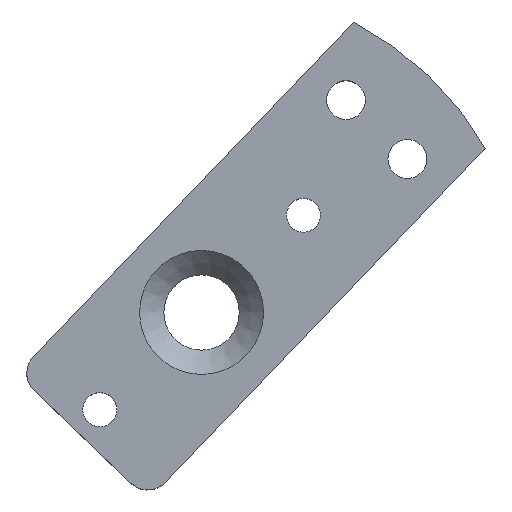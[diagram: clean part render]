
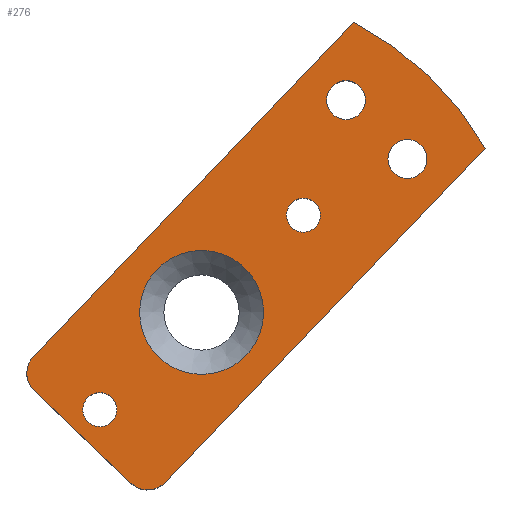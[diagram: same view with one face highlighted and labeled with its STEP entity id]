
A CAD part, top view. The second image highlights one B-rep face of the part: STEP entity #276.
In plain terms, the highlighted planar face has unit normal (0, 0, 1).
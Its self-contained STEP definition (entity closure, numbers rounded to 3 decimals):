
#21=FACE_BOUND('',#53,.T.);
#22=FACE_BOUND('',#54,.T.);
#23=FACE_BOUND('',#55,.T.);
#24=FACE_BOUND('',#56,.T.);
#25=FACE_BOUND('',#57,.T.);
#31=PLANE('',#313);
#37=FACE_OUTER_BOUND('',#52,.T.);
#52=EDGE_LOOP('',(#197,#198,#199,#200,#201,#202));
#53=EDGE_LOOP('',(#203));
#54=EDGE_LOOP('',(#204));
#55=EDGE_LOOP('',(#205));
#56=EDGE_LOOP('',(#206));
#57=EDGE_LOOP('',(#207));
#78=LINE('',#442,#97);
#79=LINE('',#446,#98);
#80=LINE('',#449,#99);
#97=VECTOR('',#355,10.);
#98=VECTOR('',#358,10.);
#99=VECTOR('',#361,10.);
#114=CIRCLE('',#311,2.);
#116=CIRCLE('',#314,2.);
#117=CIRCLE('',#315,26.963);
#118=CIRCLE('',#316,1.6);
#119=CIRCLE('',#317,1.6);
#120=CIRCLE('',#318,1.4);
#121=CIRCLE('',#319,1.4);
#122=CIRCLE('',#320,5.1);
#132=VERTEX_POINT('',#432);
#133=VERTEX_POINT('',#433);
#136=VERTEX_POINT('',#441);
#137=VERTEX_POINT('',#443);
#138=VERTEX_POINT('',#445);
#139=VERTEX_POINT('',#447);
#140=VERTEX_POINT('',#450);
#141=VERTEX_POINT('',#452);
#142=VERTEX_POINT('',#454);
#143=VERTEX_POINT('',#456);
#144=VERTEX_POINT('',#458);
#156=EDGE_CURVE('',#132,#133,#114,.T.);
#160=EDGE_CURVE('',#132,#136,#78,.T.);
#161=EDGE_CURVE('',#137,#136,#116,.T.);
#162=EDGE_CURVE('',#137,#138,#79,.T.);
#163=EDGE_CURVE('',#138,#139,#117,.T.);
#164=EDGE_CURVE('',#139,#133,#80,.T.);
#165=EDGE_CURVE('',#140,#140,#118,.T.);
#166=EDGE_CURVE('',#141,#141,#119,.T.);
#167=EDGE_CURVE('',#142,#142,#120,.T.);
#168=EDGE_CURVE('',#143,#143,#121,.T.);
#169=EDGE_CURVE('',#144,#144,#122,.T.);
#197=ORIENTED_EDGE('',*,*,#156,.F.);
#198=ORIENTED_EDGE('',*,*,#160,.T.);
#199=ORIENTED_EDGE('',*,*,#161,.F.);
#200=ORIENTED_EDGE('',*,*,#162,.T.);
#201=ORIENTED_EDGE('',*,*,#163,.T.);
#202=ORIENTED_EDGE('',*,*,#164,.T.);
#203=ORIENTED_EDGE('',*,*,#165,.T.);
#204=ORIENTED_EDGE('',*,*,#166,.T.);
#205=ORIENTED_EDGE('',*,*,#167,.T.);
#206=ORIENTED_EDGE('',*,*,#168,.T.);
#207=ORIENTED_EDGE('',*,*,#169,.F.);
#276=ADVANCED_FACE('',(#37,#21,#22,#23,#24,#25),#31,.T.);
#311=AXIS2_PLACEMENT_3D('',#434,#347,#348);
#313=AXIS2_PLACEMENT_3D('',#440,#353,#354);
#314=AXIS2_PLACEMENT_3D('',#444,#356,#357);
#315=AXIS2_PLACEMENT_3D('',#448,#359,#360);
#316=AXIS2_PLACEMENT_3D('',#451,#362,#363);
#317=AXIS2_PLACEMENT_3D('',#453,#364,#365);
#318=AXIS2_PLACEMENT_3D('',#455,#366,#367);
#319=AXIS2_PLACEMENT_3D('',#457,#368,#369);
#320=AXIS2_PLACEMENT_3D('',#459,#370,#371);
#347=DIRECTION('center_axis',(0.,0.,-1.));
#348=DIRECTION('ref_axis',(-1.,-0.022,0.));
#353=DIRECTION('center_axis',(0.,0.,1.));
#354=DIRECTION('ref_axis',(1.,0.,0.));
#355=DIRECTION('',(0.722,-0.691,0.));
#356=DIRECTION('center_axis',(0.,0.,-1.));
#357=DIRECTION('ref_axis',(0.022,-1.,0.));
#358=DIRECTION('',(0.691,0.722,0.));
#359=DIRECTION('center_axis',(0.,0.,1.));
#360=DIRECTION('ref_axis',(0.865,0.502,0.));
#361=DIRECTION('',(-0.691,-0.722,0.));
#362=DIRECTION('center_axis',(0.,0.,-1.));
#363=DIRECTION('ref_axis',(-1.,0.,0.));
#364=DIRECTION('center_axis',(0.,0.,-1.));
#365=DIRECTION('ref_axis',(-1.,0.,0.));
#366=DIRECTION('center_axis',(0.,0.,-1.));
#367=DIRECTION('ref_axis',(-1.,0.,0.));
#368=DIRECTION('center_axis',(0.,0.,-1.));
#369=DIRECTION('ref_axis',(-1.,0.,0.));
#370=DIRECTION('center_axis',(0.,0.,1.));
#371=DIRECTION('ref_axis',(-1.,0.,0.));
#432=CARTESIAN_POINT('',(-28.192,-21.511,10.));
#433=CARTESIAN_POINT('',(-28.255,-18.684,10.));
#434=CARTESIAN_POINT('Origin',(-26.81,-20.066,10.));
#440=CARTESIAN_POINT('Origin',(-10.371,-10.837,10.));
#441=CARTESIAN_POINT('',(-20.25,-29.112,10.));
#442=CARTESIAN_POINT('',(-29.637,-20.128,10.));
#443=CARTESIAN_POINT('',(-17.423,-29.049,10.));
#444=CARTESIAN_POINT('Origin',(-18.868,-27.667,10.));
#445=CARTESIAN_POINT('',(8.895,-1.549,10.));
#446=CARTESIAN_POINT('',(-18.806,-30.494,10.));
#447=CARTESIAN_POINT('',(-1.933,8.82,10.));
#448=CARTESIAN_POINT('Origin',(-14.432,-15.071,10.));
#449=CARTESIAN_POINT('',(-1.933,8.82,10.));
#450=CARTESIAN_POINT('',(-0.948,2.392,10.));
#451=CARTESIAN_POINT('Origin',(-2.548,2.392,10.));
#452=CARTESIAN_POINT('',(4.104,-2.442,10.));
#453=CARTESIAN_POINT('Origin',(2.504,-2.442,10.));
#454=CARTESIAN_POINT('',(-4.657,-7.071,10.));
#455=CARTESIAN_POINT('Origin',(-6.057,-7.071,10.));
#456=CARTESIAN_POINT('',(-21.402,-23.071,10.));
#457=CARTESIAN_POINT('Origin',(-22.802,-23.071,10.));
#458=CARTESIAN_POINT('',(-9.332,-15.071,10.));
#459=CARTESIAN_POINT('Origin',(-14.432,-15.071,10.));
